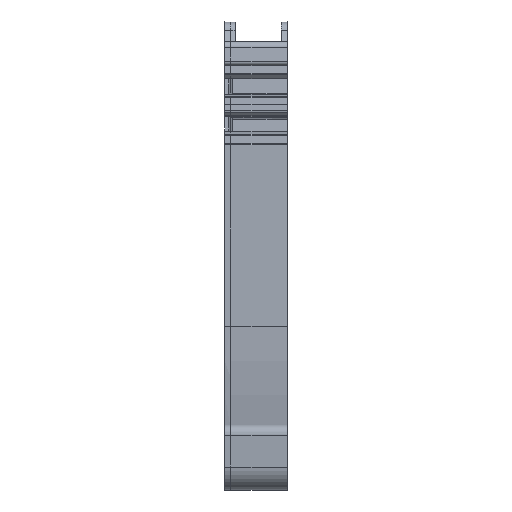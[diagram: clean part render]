
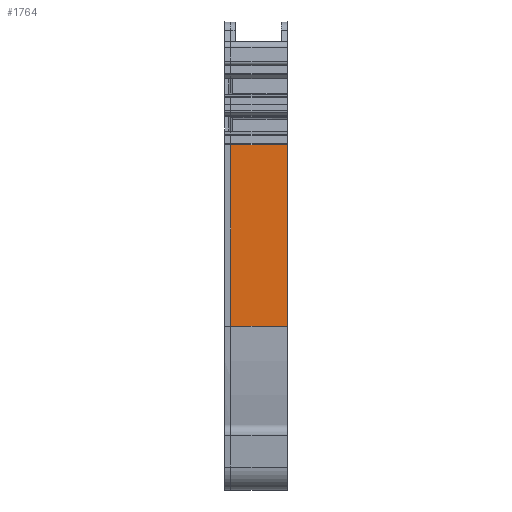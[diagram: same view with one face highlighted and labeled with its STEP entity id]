
A CAD part, front view. The second image highlights one B-rep face of the part: STEP entity #1764.
In plain terms, the highlighted planar face has unit normal (0, -1, 0).
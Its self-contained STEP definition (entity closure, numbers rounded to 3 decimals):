
#1737=AXIS2_PLACEMENT_3D('Plane Axis2P3D',#1734,#1735,#1736) ;
#1708=CARTESIAN_POINT('Line Origine',(2.55,2.652,28.079)) ;
#1712=CARTESIAN_POINT('Vertex',(0.5,2.652,28.079)) ;
#1714=CARTESIAN_POINT('Vertex',(5.1,2.652,28.079)) ;
#1734=CARTESIAN_POINT('Axis2P3D Location',(0.,2.652,28.517)) ;
#1739=CARTESIAN_POINT('Line Origine',(2.8,2.652,13.3)) ;
#1743=CARTESIAN_POINT('Vertex',(0.5,2.652,13.3)) ;
#1745=CARTESIAN_POINT('Vertex',(5.1,2.652,13.3)) ;
#1748=CARTESIAN_POINT('Line Origine',(5.1,2.652,20.689)) ;
#1753=CARTESIAN_POINT('Line Origine',(0.5,2.652,20.689)) ;
#1709=DIRECTION('Vector Direction',(1.,0.,0.)) ;
#1735=DIRECTION('Axis2P3D Direction',(0.,-1.,0.)) ;
#1736=DIRECTION('Axis2P3D XDirection',(0.,0.,-1.)) ;
#1740=DIRECTION('Vector Direction',(-1.,0.,0.)) ;
#1749=DIRECTION('Vector Direction',(0.,0.,-1.)) ;
#1754=DIRECTION('Vector Direction',(0.,0.,-1.)) ;
#1710=VECTOR('Line Direction',#1709,1.) ;
#1741=VECTOR('Line Direction',#1740,1.) ;
#1750=VECTOR('Line Direction',#1749,1.) ;
#1755=VECTOR('Line Direction',#1754,1.) ;
#1759=ORIENTED_EDGE('',*,*,#1747,.T.) ;
#1760=ORIENTED_EDGE('',*,*,#1752,.F.) ;
#1761=ORIENTED_EDGE('',*,*,#1716,.F.) ;
#1762=ORIENTED_EDGE('',*,*,#1757,.T.) ;
#1764=ADVANCED_FACE('KLTR ZDU 2.5N/4AN FS 797944\\KLTR ZPE 2.5N/4AN',(#1763),#1738,.T.) ;
#1716=EDGE_CURVE('',#1713,#1715,#1711,.T.) ;
#1747=EDGE_CURVE('',#1744,#1746,#1742,.F.) ;
#1752=EDGE_CURVE('',#1715,#1746,#1751,.T.) ;
#1757=EDGE_CURVE('',#1713,#1744,#1756,.T.) ;
#1758=EDGE_LOOP('',(#1759,#1760,#1761,#1762)) ;
#1763=FACE_OUTER_BOUND('',#1758,.T.) ;
#1711=LINE('Line',#1708,#1710) ;
#1742=LINE('Line',#1739,#1741) ;
#1751=LINE('Line',#1748,#1750) ;
#1756=LINE('Line',#1753,#1755) ;
#1738=PLANE('',#1737) ;
#1713=VERTEX_POINT('',#1712) ;
#1715=VERTEX_POINT('',#1714) ;
#1744=VERTEX_POINT('',#1743) ;
#1746=VERTEX_POINT('',#1745) ;
